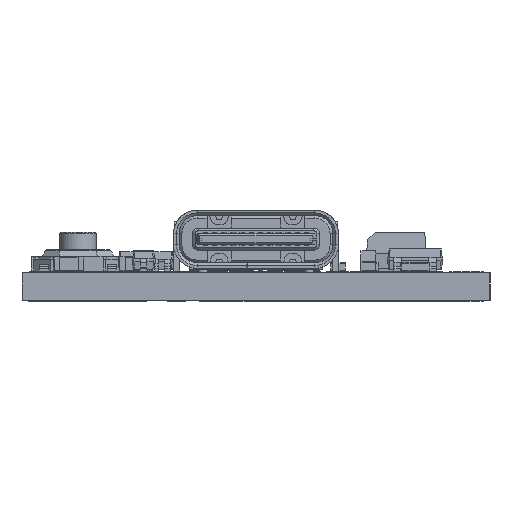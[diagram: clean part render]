
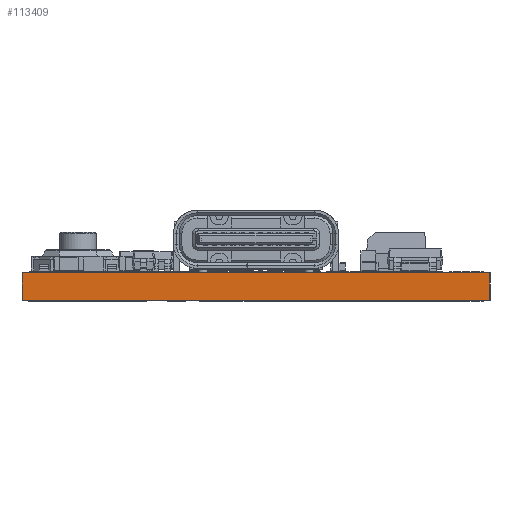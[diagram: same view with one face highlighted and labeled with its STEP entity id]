
A CAD part, left-side view. The second image highlights one B-rep face of the part: STEP entity #113409.
In plain terms, the highlighted planar face has unit normal (-1, 0, 0).
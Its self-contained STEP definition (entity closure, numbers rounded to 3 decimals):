
#113353 = VERTEX_POINT('',#113354);
#113354 = CARTESIAN_POINT('',(0.,0.,1.51));
#113360 = EDGE_CURVE('',#113361,#113353,#113363,.T.);
#113361 = VERTEX_POINT('',#113362);
#113362 = CARTESIAN_POINT('',(0.,-0.,0.));
#113363 = LINE('',#113364,#113365);
#113364 = CARTESIAN_POINT('',(0.,-0.,0.));
#113365 = VECTOR('',#113366,1.);
#113366 = DIRECTION('',(0.,0.,1.));
#113409 = ADVANCED_FACE('',(#113410),#113435,.T.);
#113410 = FACE_BOUND('',#113411,.T.);
#113411 = EDGE_LOOP('',(#113412,#113413,#113421,#113429));
#113412 = ORIENTED_EDGE('',*,*,#113360,.T.);
#113413 = ORIENTED_EDGE('',*,*,#113414,.T.);
#113414 = EDGE_CURVE('',#113353,#113415,#113417,.T.);
#113415 = VERTEX_POINT('',#113416);
#113416 = CARTESIAN_POINT('',(0.,25.4,1.51));
#113417 = LINE('',#113418,#113419);
#113418 = CARTESIAN_POINT('',(0.,0.,1.51));
#113419 = VECTOR('',#113420,1.);
#113420 = DIRECTION('',(0.,1.,0.));
#113421 = ORIENTED_EDGE('',*,*,#113422,.F.);
#113422 = EDGE_CURVE('',#113423,#113415,#113425,.T.);
#113423 = VERTEX_POINT('',#113424);
#113424 = CARTESIAN_POINT('',(0.,25.4,0.));
#113425 = LINE('',#113426,#113427);
#113426 = CARTESIAN_POINT('',(0.,25.4,0.));
#113427 = VECTOR('',#113428,1.);
#113428 = DIRECTION('',(0.,0.,1.));
#113429 = ORIENTED_EDGE('',*,*,#113430,.F.);
#113430 = EDGE_CURVE('',#113361,#113423,#113431,.T.);
#113431 = LINE('',#113432,#113433);
#113432 = CARTESIAN_POINT('',(0.,-0.,0.));
#113433 = VECTOR('',#113434,1.);
#113434 = DIRECTION('',(0.,1.,0.));
#113435 = PLANE('',#113436);
#113436 = AXIS2_PLACEMENT_3D('',#113437,#113438,#113439);
#113437 = CARTESIAN_POINT('',(0.,0.,0.));
#113438 = DIRECTION('',(-1.,0.,0.));
#113439 = DIRECTION('',(0.,1.,0.));
